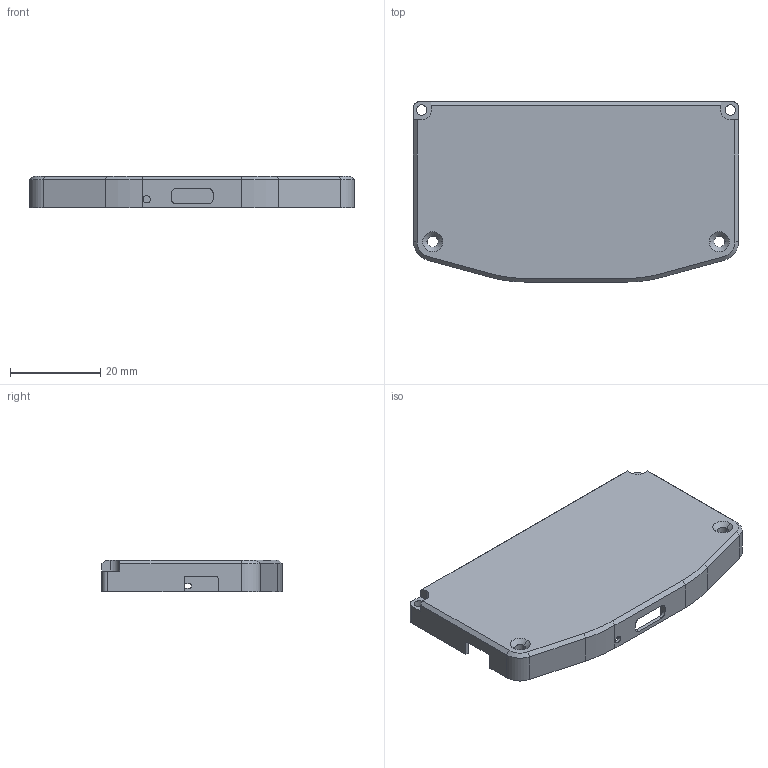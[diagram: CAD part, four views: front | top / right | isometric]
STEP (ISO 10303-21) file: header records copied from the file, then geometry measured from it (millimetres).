
FILE_DESCRIPTION (( 'STEP AP214' ), '1' );
FILE_NAME ('9981_air_lower_case.STEP', '2025-11-24T01:15:44', ( '' ), ( '' ), 'SwSTEP 2.0', 'SolidWorks 2021', '' );
FILE_SCHEMA (( 'AUTOMOTIVE_DESIGN' ));
Length unit declared in the file: millimetre
Products named in the file (1): 9981_air_lower_case
Bounding box: 71.85 x 39.84 x 7 mm (x, y, z)
Volume: 4830.2 mm3; surface area: 8088.2 mm2
Topology: 1 solids, 1 shells, 125 faces, 359 edges, 235 vertices
Faces by surface type: plane 72, cylinder 41, cone 8, bspline 4
Entity records: 4230 total; most frequent: CARTESIAN_POINT 832, ORIENTED_EDGE 718, DIRECTION 690, EDGE_CURVE 359, LINE 256, VECTOR 256, VERTEX_POINT 235, AXIS2_PLACEMENT_3D 217
